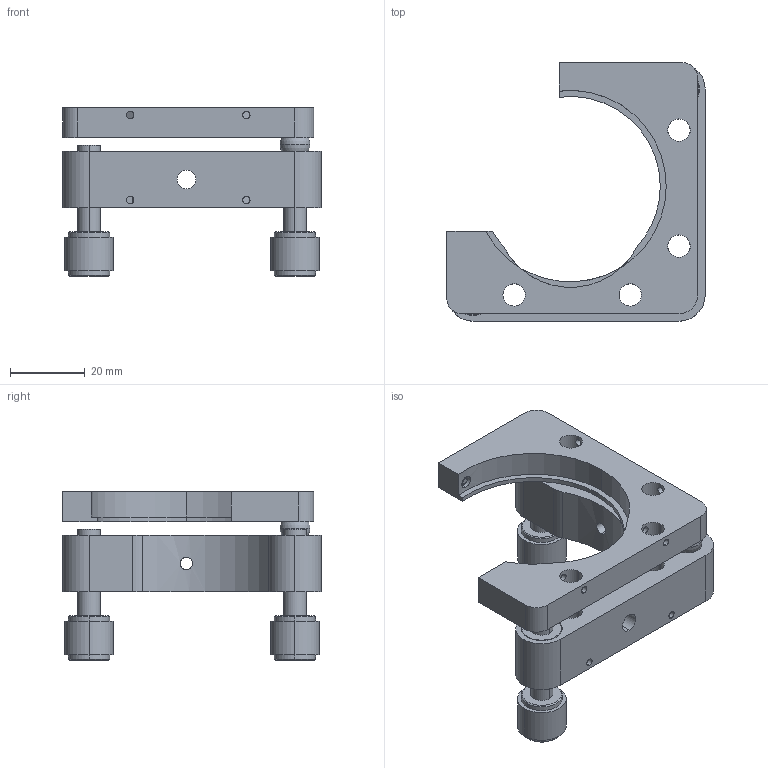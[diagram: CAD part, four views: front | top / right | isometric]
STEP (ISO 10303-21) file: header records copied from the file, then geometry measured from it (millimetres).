
FILE_DESCRIPTION (( 'STEP AP203' ), '1' );
FILE_NAME ('GCM-082318M 俋倰芞.STEP', '2016-12-26T06:26:39', ( 'Lxtx999.CoM' ), ( 'Lxtx999.CoM' ), 'SwSTEP 2.0', 'SolidWorks 2012', '' );
FILE_SCHEMA (( 'CONFIG_CONTROL_DESIGN' ));
Length unit declared in the file: centimetre
Products named in the file (1): GCM-082318M 俋倰芞
Bounding box: 69 x 69 x 45.1 mm (x, y, z)
Surface area: 18133.7 mm2 (no closed solid volume)
Topology: 0 solids, 13 shells, 176 faces, 486 edges, 321 vertices
Faces by surface type: cylinder 111, plane 43, cone 20, sphere 2
Entity records: 6404 total; most frequent: CARTESIAN_POINT 1686, DIRECTION 1029, ORIENTED_EDGE 876, EDGE_CURVE 477, AXIS2_PLACEMENT_3D 413, VERTEX_POINT 318, EDGE_LOOP 240, CIRCLE 236
